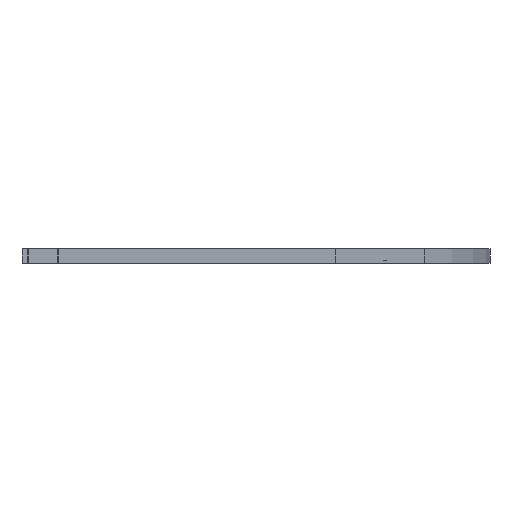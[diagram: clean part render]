
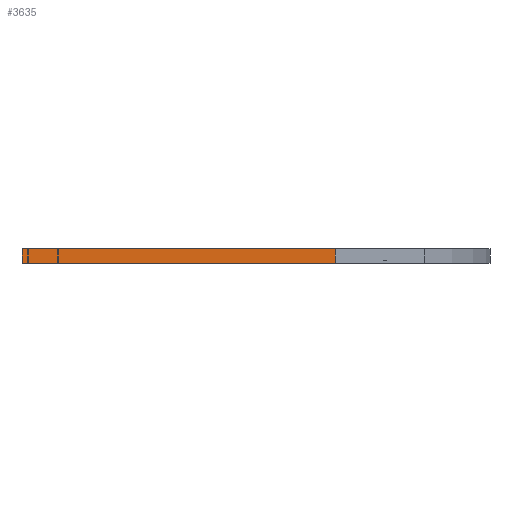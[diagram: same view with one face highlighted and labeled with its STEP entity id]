
A CAD part, left-side view. The second image highlights one B-rep face of the part: STEP entity #3635.
In plain terms, the highlighted planar face has unit normal (-1, 0, 0).
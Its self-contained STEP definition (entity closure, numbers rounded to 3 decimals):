
#165=PLANE('',#4035);
#351=FACE_OUTER_BOUND('',#615,.T.);
#615=EDGE_LOOP('',(#3293,#3294,#3295,#3296));
#656=LINE('',#5236,#968);
#740=LINE('',#5629,#1052);
#861=LINE('',#6009,#1173);
#937=LINE('',#6162,#1249);
#968=VECTOR('',#4125,149.065);
#1052=VECTOR('',#4473,149.065);
#1173=VECTOR('',#4862,10.);
#1249=VECTOR('',#5092,10.);
#1500=VERTEX_POINT('',#5233);
#1501=VERTEX_POINT('',#5235);
#1677=VERTEX_POINT('',#5626);
#1678=VERTEX_POINT('',#5628);
#1846=EDGE_CURVE('',#1500,#1501,#656,.T.);
#2042=EDGE_CURVE('',#1677,#1678,#740,.T.);
#2234=EDGE_CURVE('',#1500,#1678,#861,.T.);
#2310=EDGE_CURVE('',#1501,#1677,#937,.T.);
#3293=ORIENTED_EDGE('',*,*,#2310,.F.);
#3294=ORIENTED_EDGE('',*,*,#1846,.F.);
#3295=ORIENTED_EDGE('',*,*,#2234,.T.);
#3296=ORIENTED_EDGE('',*,*,#2042,.F.);
#3635=ADVANCED_FACE('',(#351),#165,.F.);
#4035=AXIS2_PLACEMENT_3D('',#6161,#5090,#5091);
#4125=DIRECTION('',(0.,-1.,0.));
#4473=DIRECTION('',(0.,1.,0.));
#4862=DIRECTION('',(0.,0.,-1.));
#5090=DIRECTION('center_axis',(1.,0.,0.));
#5091=DIRECTION('ref_axis',(0.,0.,-1.));
#5092=DIRECTION('',(0.,0.,-1.));
#5233=CARTESIAN_POINT('',(-450.374,11.825,6.35));
#5235=CARTESIAN_POINT('',(-450.374,-152.24,6.35));
#5236=CARTESIAN_POINT('',(-450.374,-3.175,6.35));
#5626=CARTESIAN_POINT('',(-450.374,-152.24,-1.435));
#5628=CARTESIAN_POINT('',(-450.374,11.825,-1.435));
#5629=CARTESIAN_POINT('',(-450.374,-3.175,-1.435));
#6009=CARTESIAN_POINT('',(-450.374,11.825,0.));
#6161=CARTESIAN_POINT('Origin',(-450.374,-3.175,6.35));
#6162=CARTESIAN_POINT('',(-450.374,-152.24,0.));
